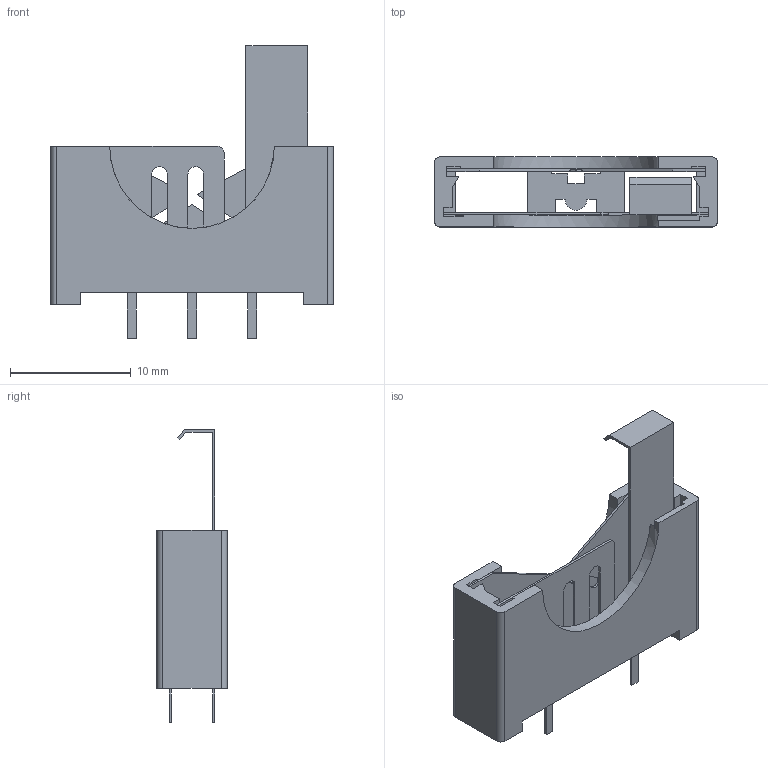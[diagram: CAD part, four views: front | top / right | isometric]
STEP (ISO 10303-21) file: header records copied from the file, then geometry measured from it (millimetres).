
FILE_DESCRIPTION(('FreeCAD Model'),'2;1');
FILE_NAME( 'bk-5058.step', '2018-05-08T17:38:21',('kicad StepUp'),('ksu MCAD'), 'Open CASCADE STEP processor 6.5','FreeCAD','Unknown');
FILE_SCHEMA(('AUTOMOTIVE_DESIGN_CC2 { 1 2 10303 214 -1 1 5 4 }'));
Length unit declared in the file: millimetre
Products named in the file (4): ASSEMBLY; Pocket; Fillet; Fillet001
Assembly tree (3 placements, depth 2):
  ASSEMBLY
    Pocket
    Fillet
    Fillet001
Bounding box: 23.42 x 5.8 x 24.21 mm (x, y, z)
Volume: 662.7 mm3; surface area: 2356.3 mm2
Topology: 3 solids, 3 shells, 137 faces, 416 edges, 279 vertices
Faces by surface type: plane 120, cylinder 17
Entity records: 4717 total; most frequent: CARTESIAN_POINT 836, ORIENTED_EDGE 832, DIRECTION 737, EDGE_CURVE 416, LINE 377, VECTOR 377, VERTEX_POINT 279, AXIS2_PLACEMENT_3D 180
